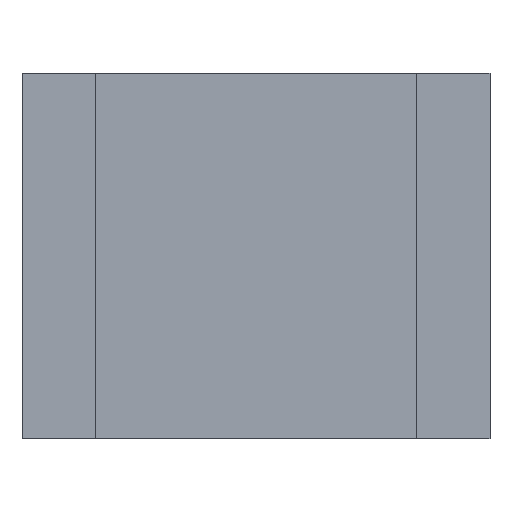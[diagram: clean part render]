
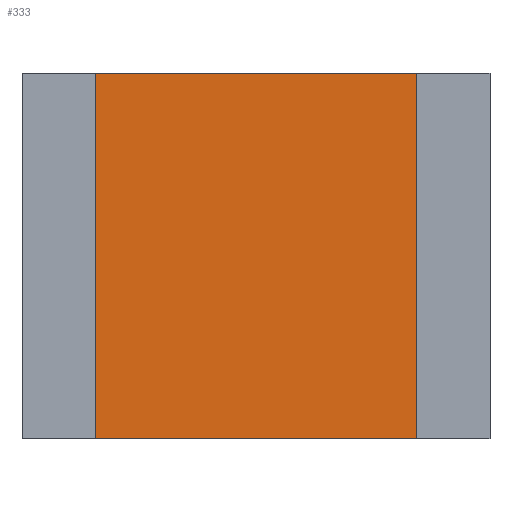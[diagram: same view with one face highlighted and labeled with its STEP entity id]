
A CAD part, front view. The second image highlights one B-rep face of the part: STEP entity #333.
In plain terms, the highlighted planar face has unit normal (0, -1, 0).
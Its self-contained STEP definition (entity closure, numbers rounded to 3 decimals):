
#5 = VERTEX_POINT ( 'NONE', #416 ) ;
#26 = DIRECTION ( 'NONE',  ( 0., 0., 1. ) ) ;
#75 = CARTESIAN_POINT ( 'NONE',  ( -1.57, 0.03, -4.436 ) ) ;
#83 = CARTESIAN_POINT ( 'NONE',  ( -1.57, 0.03, 1.25 ) ) ;
#105 = VERTEX_POINT ( 'NONE', #83 ) ;
#159 = DIRECTION ( 'NONE',  ( 0., 0., -1. ) ) ;
#231 = EDGE_CURVE ( 'NONE', #539, #815, #897, .T. ) ;
#241 = PLANE ( 'NONE',  #678 ) ;
#259 = CARTESIAN_POINT ( 'NONE',  ( 1.57, 0.03, -1.25 ) ) ;
#278 = VECTOR ( 'NONE', #26, 1000. ) ;
#333 = ADVANCED_FACE ( 'NONE', ( #1125 ), #241, .T. ) ;
#365 = LINE ( 'NONE', #75, #605 ) ;
#404 = CARTESIAN_POINT ( 'NONE',  ( 1.57, 0.03, -4.436 ) ) ;
#416 = CARTESIAN_POINT ( 'NONE',  ( -1.57, 0.03, -1.25 ) ) ;
#440 = DIRECTION ( 'NONE',  ( 0., 0., 1. ) ) ;
#466 = CARTESIAN_POINT ( 'NONE',  ( -1.57, 0.03, -1.25 ) ) ;
#526 = ORIENTED_EDGE ( 'NONE', *, *, #231, .T. ) ;
#538 = CARTESIAN_POINT ( 'NONE',  ( -1.57, 0.03, -4.436 ) ) ;
#539 = VERTEX_POINT ( 'NONE', #259 ) ;
#570 = EDGE_CURVE ( 'NONE', #5, #105, #365, .T. ) ;
#605 = VECTOR ( 'NONE', #440, 1000. ) ;
#669 = VECTOR ( 'NONE', #1042, 1000. ) ;
#678 = AXIS2_PLACEMENT_3D ( 'NONE', #538, #728, #159 ) ;
#687 = LINE ( 'NONE', #466, #1039 ) ;
#728 = DIRECTION ( 'NONE',  ( 0., -1., 0. ) ) ;
#758 = CARTESIAN_POINT ( 'NONE',  ( 1.57, 0.03, 1.25 ) ) ;
#770 = ORIENTED_EDGE ( 'NONE', *, *, #570, .F. ) ;
#815 = VERTEX_POINT ( 'NONE', #758 ) ;
#830 = EDGE_CURVE ( 'NONE', #105, #815, #924, .T. ) ;
#856 = EDGE_CURVE ( 'NONE', #5, #539, #687, .T. ) ;
#897 = LINE ( 'NONE', #404, #278 ) ;
#924 = LINE ( 'NONE', #947, #669 ) ;
#947 = CARTESIAN_POINT ( 'NONE',  ( -1.57, 0.03, 1.25 ) ) ;
#976 = ORIENTED_EDGE ( 'NONE', *, *, #830, .F. ) ;
#998 = EDGE_LOOP ( 'NONE', ( #770, #1066, #526, #976 ) ) ;
#1039 = VECTOR ( 'NONE', #1167, 1000. ) ;
#1042 = DIRECTION ( 'NONE',  ( 1., 0., 0. ) ) ;
#1066 = ORIENTED_EDGE ( 'NONE', *, *, #856, .T. ) ;
#1125 = FACE_OUTER_BOUND ( 'NONE', #998, .T. ) ;
#1167 = DIRECTION ( 'NONE',  ( 1., 0., 0. ) ) ;
